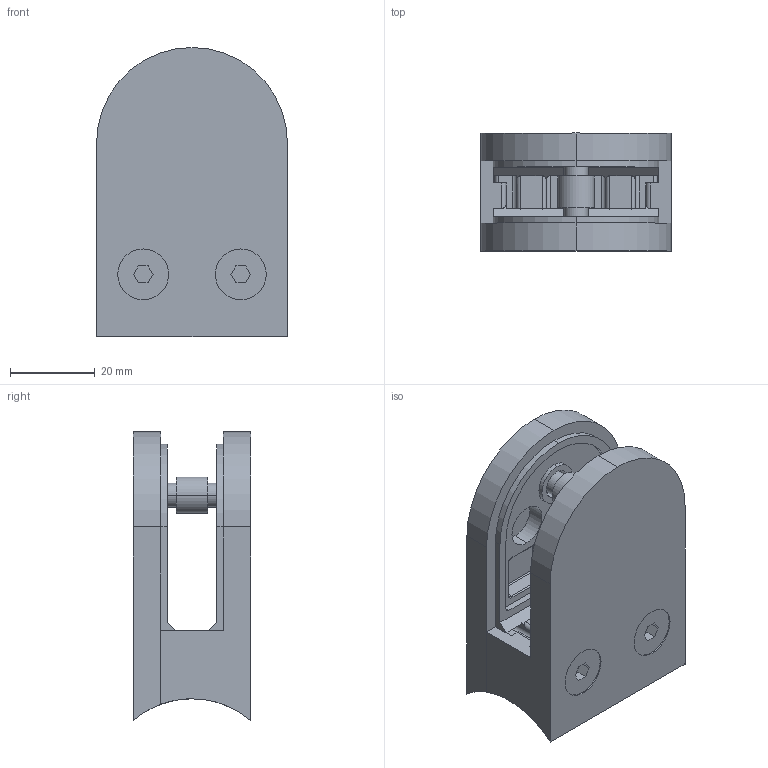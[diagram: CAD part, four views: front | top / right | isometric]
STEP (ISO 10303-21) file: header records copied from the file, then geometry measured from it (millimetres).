
FILE_DESCRIPTION (( 'STEP AP203' ), '1' );
FILE_NAME ('A-2200-042.STEP', '2024-09-05T13:08:44', ( '' ), ( '' ), 'SwSTEP 2.0', 'SolidWorks 2019', '' );
FILE_SCHEMA (( 'CONFIG_CONTROL_DESIGN' ));
Length unit declared in the file: millimetre
Products named in the file (6): A-2200-042.P2; A-2200-042; A-2200-042.P1; A-2200-042.P4; Skrutka DIN 7991_Skrutka M 6x 14; A-2200-042.P3
Assembly tree (6 placements, depth 2):
  A-2200-042
    A-2200-042.P1
    A-2200-042.P2
    A-2200-042.P3
    A-2200-042.P4
    Skrutka DIN 7991_Skrutka M 6x 14  x2
Bounding box: 45 x 27.7 x 68.15 mm (x, y, z)
Volume: 38421 mm3; surface area: 22200.3 mm2
Topology: 6 solids, 6 shells, 403 faces, 981 edges, 594 vertices
Faces by surface type: cylinder 185, plane 144, torus 30, bspline 26, cone 16, sphere 2
Entity records: 12836 total; most frequent: CARTESIAN_POINT 3155, DIRECTION 1961, ORIENTED_EDGE 1862, EDGE_CURVE 931, AXIS2_PLACEMENT_3D 732, VERTEX_POINT 572, LINE 497, VECTOR 497
